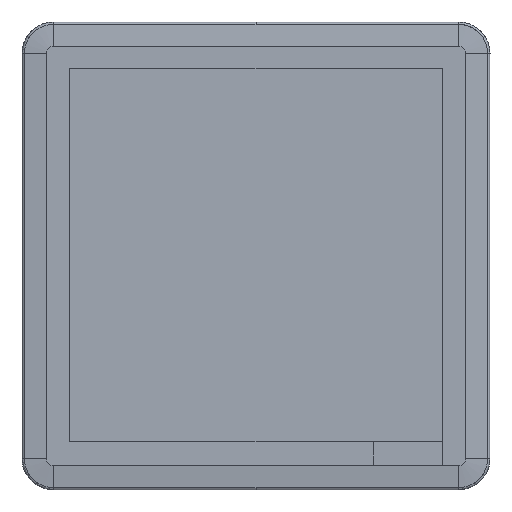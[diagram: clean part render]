
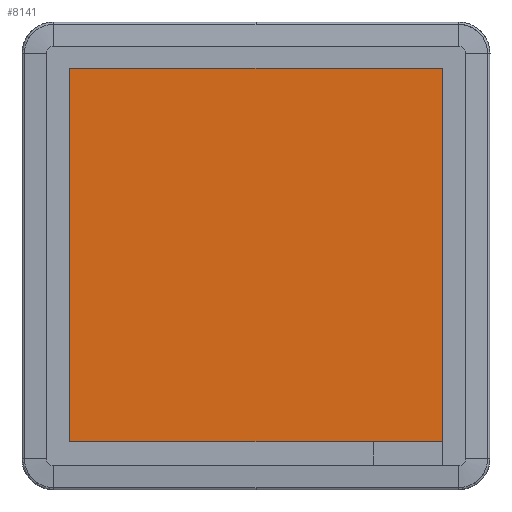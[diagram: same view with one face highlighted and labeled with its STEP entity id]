
A CAD part, front view. The second image highlights one B-rep face of the part: STEP entity #8141.
In plain terms, the highlighted planar face has unit normal (0, -1, 0).
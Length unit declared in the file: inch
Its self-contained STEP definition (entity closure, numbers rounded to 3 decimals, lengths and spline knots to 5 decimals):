
#127 = CARTESIAN_POINT ( 'NONE',  ( 3.52143, -1.14182, 3.21652 ) ) ;
#129 = CARTESIAN_POINT ( 'NONE',  ( -3.20093, -1.14182, -3.18899 ) ) ;
#149 = ORIENTED_EDGE ( 'NONE', *, *, #424, .T. ) ;
#198 = VECTOR ( 'NONE', #3175, 39.37008 ) ;
#424 = EDGE_CURVE ( 'NONE', #1634, #6247, #4465, .T. ) ;
#436 = CARTESIAN_POINT ( 'NONE',  ( 3.20087, -1.14182, 3.89786 ) ) ;
#557 = LINE ( 'NONE', #436, #198 ) ;
#588 = DIRECTION ( 'NONE',  ( 0., 0., -1. ) ) ;
#601 = VECTOR ( 'NONE', #6646, 39.37008 ) ;
#736 = ORIENTED_EDGE ( 'NONE', *, *, #9186, .T. ) ;
#750 = DIRECTION ( 'NONE',  ( 0., -1., 0. ) ) ;
#819 = VECTOR ( 'NONE', #4635, 39.37008 ) ;
#953 = AXIS2_PLACEMENT_3D ( 'NONE', #2475, #750, #4389 ) ;
#1086 = LINE ( 'NONE', #8440, #2929 ) ;
#1604 = VECTOR ( 'NONE', #1621, 39.37008 ) ;
#1621 = DIRECTION ( 'NONE',  ( 1., 0., 0. ) ) ;
#1634 = VERTEX_POINT ( 'NONE', #2051 ) ;
#1807 = VERTEX_POINT ( 'NONE', #10240 ) ;
#2051 = CARTESIAN_POINT ( 'NONE',  ( -0.00003, -1.14182, 3.21652 ) ) ;
#2251 = VERTEX_POINT ( 'NONE', #7613 ) ;
#2475 = CARTESIAN_POINT ( 'NONE',  ( -3.20093, -1.14182, -3.18899 ) ) ;
#2521 = EDGE_CURVE ( 'NONE', #2543, #2251, #10808, .T. ) ;
#2543 = VERTEX_POINT ( 'NONE', #6246 ) ;
#2862 = DIRECTION ( 'NONE',  ( 1., 0., 0. ) ) ;
#2875 = VECTOR ( 'NONE', #588, 39.37008 ) ;
#2929 = VECTOR ( 'NONE', #2862, 39.37008 ) ;
#3175 = DIRECTION ( 'NONE',  ( 0., 0., 1. ) ) ;
#3631 = EDGE_LOOP ( 'NONE', ( #149, #10088, #7894, #4620, #5848, #736, #7311 ) ) ;
#4352 = LINE ( 'NONE', #8781, #2875 ) ;
#4389 = DIRECTION ( 'NONE',  ( 0., 0., -1. ) ) ;
#4465 = LINE ( 'NONE', #11063, #819 ) ;
#4620 = ORIENTED_EDGE ( 'NONE', *, *, #6262, .T. ) ;
#4635 = DIRECTION ( 'NONE',  ( -1., 0., 0. ) ) ;
#4855 = LINE ( 'NONE', #127, #601 ) ;
#5848 = ORIENTED_EDGE ( 'NONE', *, *, #2521, .T. ) ;
#6246 = CARTESIAN_POINT ( 'NONE',  ( 2.01507, -1.14182, -3.18899 ) ) ;
#6247 = VERTEX_POINT ( 'NONE', #10984 ) ;
#6262 = EDGE_CURVE ( 'NONE', #9911, #2543, #7371, .T. ) ;
#6309 = EDGE_CURVE ( 'NONE', #1807, #9911, #1086, .T. ) ;
#6646 = DIRECTION ( 'NONE',  ( -1., 0., 0. ) ) ;
#7033 = PLANE ( 'NONE',  #953 ) ;
#7311 = ORIENTED_EDGE ( 'NONE', *, *, #9377, .T. ) ;
#7371 = LINE ( 'NONE', #129, #10996 ) ;
#7463 = CARTESIAN_POINT ( 'NONE',  ( -0.00003, -1.14182, -3.18899 ) ) ;
#7613 = CARTESIAN_POINT ( 'NONE',  ( 3.20087, -1.14182, -3.18899 ) ) ;
#7894 = ORIENTED_EDGE ( 'NONE', *, *, #6309, .T. ) ;
#8141 = ADVANCED_FACE ( 'NONE', ( #11612 ), #7033, .T. ) ;
#8440 = CARTESIAN_POINT ( 'NONE',  ( -3.52149, -1.14182, -3.18899 ) ) ;
#8503 = DIRECTION ( 'NONE',  ( 1., 0., 0. ) ) ;
#8781 = CARTESIAN_POINT ( 'NONE',  ( -3.20093, -1.14182, -3.83002 ) ) ;
#8925 = CARTESIAN_POINT ( 'NONE',  ( -3.20093, -1.14182, -3.18899 ) ) ;
#9186 = EDGE_CURVE ( 'NONE', #2251, #11493, #557, .T. ) ;
#9377 = EDGE_CURVE ( 'NONE', #11493, #1634, #4855, .T. ) ;
#9652 = CARTESIAN_POINT ( 'NONE',  ( 3.20087, -1.14182, 3.21652 ) ) ;
#9911 = VERTEX_POINT ( 'NONE', #7463 ) ;
#10088 = ORIENTED_EDGE ( 'NONE', *, *, #11161, .T. ) ;
#10240 = CARTESIAN_POINT ( 'NONE',  ( -3.20093, -1.14182, -3.18899 ) ) ;
#10808 = LINE ( 'NONE', #8925, #1604 ) ;
#10984 = CARTESIAN_POINT ( 'NONE',  ( -3.20093, -1.14182, 3.21652 ) ) ;
#10996 = VECTOR ( 'NONE', #8503, 39.37008 ) ;
#11063 = CARTESIAN_POINT ( 'NONE',  ( -3.20093, -1.14182, 3.21652 ) ) ;
#11161 = EDGE_CURVE ( 'NONE', #6247, #1807, #4352, .T. ) ;
#11493 = VERTEX_POINT ( 'NONE', #9652 ) ;
#11612 = FACE_OUTER_BOUND ( 'NONE', #3631, .T. ) ;
